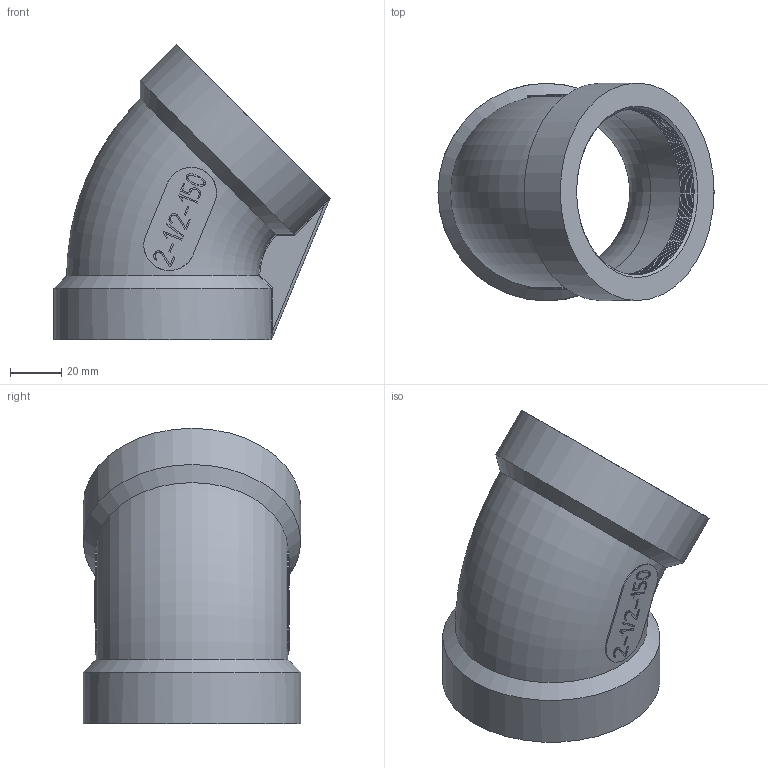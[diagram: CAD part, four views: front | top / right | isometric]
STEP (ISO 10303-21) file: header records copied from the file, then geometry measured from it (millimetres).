
FILE_DESCRIPTION(/* description */ ('Unknown'),/* implementation_level */ '2;1');
FILE_NAME(/* name */ 'DN65',/* time_stamp */ '2021-07-27T18:11:23+08:00',/* author */ ('Unknown'),/* organization */ ('Unknown'),/* preprocessor_version */ 'ST-DEVELOPER v16.7',/* originating_system */ 'DEX',/* authorisation */ $);
FILE_SCHEMA (('AUTOMOTIVE_DESIGN {1 0 10303 214 3 1 1}'));
Length unit declared in the file: millimetre
Products named in the file (1): DN65
Bounding box: 107.91 x 85 x 115.41 mm (x, y, z)
Volume: 164878.9 mm3; surface area: 54064.2 mm2
Topology: 1 solids, 1 shells, 161 faces, 413 edges, 270 vertices
Faces by surface type: plane 94, bspline 33, cylinder 26, torus 4, cone 4
Full cylindrical faces by diameter (mm): 65 x12, 85 x2
Entity records: 6926 total; most frequent: CARTESIAN_POINT 3595, ORIENTED_EDGE 740, DIRECTION 550, EDGE_CURVE 370, VERTEX_POINT 246, LINE 236, VECTOR 236, EDGE_LOOP 174
